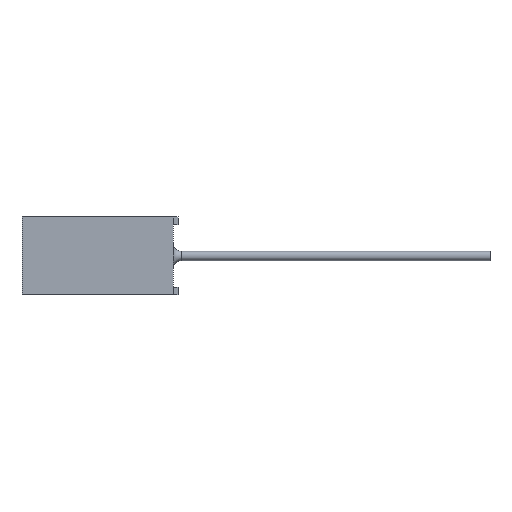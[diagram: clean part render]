
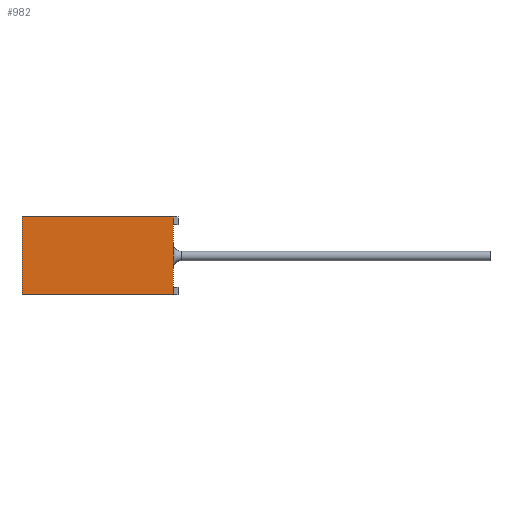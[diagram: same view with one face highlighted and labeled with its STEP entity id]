
A CAD part, left-side view. The second image highlights one B-rep face of the part: STEP entity #982.
In plain terms, the highlighted planar face has unit normal (-1, 0, 0).
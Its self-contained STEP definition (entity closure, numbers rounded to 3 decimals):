
#982 = ADVANCED_FACE( '', ( #2176 ), #2177, .F. );
#2176 = FACE_OUTER_BOUND( '', #3662, .T. );
#2177 = PLANE( '', #3663 );
#3662 = EDGE_LOOP( '', ( #7196, #7197, #7198, #7199 ) );
#3663 = AXIS2_PLACEMENT_3D( '', #7200, #7201, #7202 );
#7196 = ORIENTED_EDGE( '', *, *, #9797, .T. );
#7197 = ORIENTED_EDGE( '', *, *, #10330, .F. );
#7198 = ORIENTED_EDGE( '', *, *, #10715, .F. );
#7199 = ORIENTED_EDGE( '', *, *, #10716, .T. );
#7200 = CARTESIAN_POINT( '', ( -6.5, 4.85, 2.5 ) );
#7201 = DIRECTION( '', ( 1., 0., 0. ) );
#7202 = DIRECTION( '', ( 0., 0., -1. ) );
#9797 = EDGE_CURVE( '', #11515, #11516, #11517, .T. );
#10330 = EDGE_CURVE( '', #12392, #11516, #12394, .T. );
#10715 = EDGE_CURVE( '', #12958, #12392, #12959, .T. );
#10716 = EDGE_CURVE( '', #12958, #11515, #12960, .T. );
#11515 = VERTEX_POINT( '', #14376 );
#11516 = VERTEX_POINT( '', #14377 );
#11517 = LINE( '', #14378, #14379 );
#12392 = VERTEX_POINT( '', #16469 );
#12394 = LINE( '', #16472, #16473 );
#12958 = VERTEX_POINT( '', #18063 );
#12959 = LINE( '', #18064, #18065 );
#12960 = LINE( '', #18066, #18067 );
#14376 = CARTESIAN_POINT( '', ( -6.5, 4.85, -2.5 ) );
#14377 = CARTESIAN_POINT( '', ( -6.5, -4.85, -2.5 ) );
#14378 = CARTESIAN_POINT( '', ( -6.5, 4.85, -2.5 ) );
#14379 = VECTOR( '', #19752, 1000. );
#16469 = CARTESIAN_POINT( '', ( -6.5, -4.85, 2.5 ) );
#16472 = CARTESIAN_POINT( '', ( -6.5, -4.85, 2.5 ) );
#16473 = VECTOR( '', #20065, 1000. );
#18063 = CARTESIAN_POINT( '', ( -6.5, 4.85, 2.5 ) );
#18064 = CARTESIAN_POINT( '', ( -6.5, 4.85, 2.5 ) );
#18065 = VECTOR( '', #20262, 1000. );
#18066 = CARTESIAN_POINT( '', ( -6.5, 4.85, 2.5 ) );
#18067 = VECTOR( '', #20263, 1000. );
#19752 = DIRECTION( '', ( 0., -1., 0. ) );
#20065 = DIRECTION( '', ( 0., 0., -1. ) );
#20262 = DIRECTION( '', ( 0., -1., 0. ) );
#20263 = DIRECTION( '', ( 0., 0., -1. ) );
